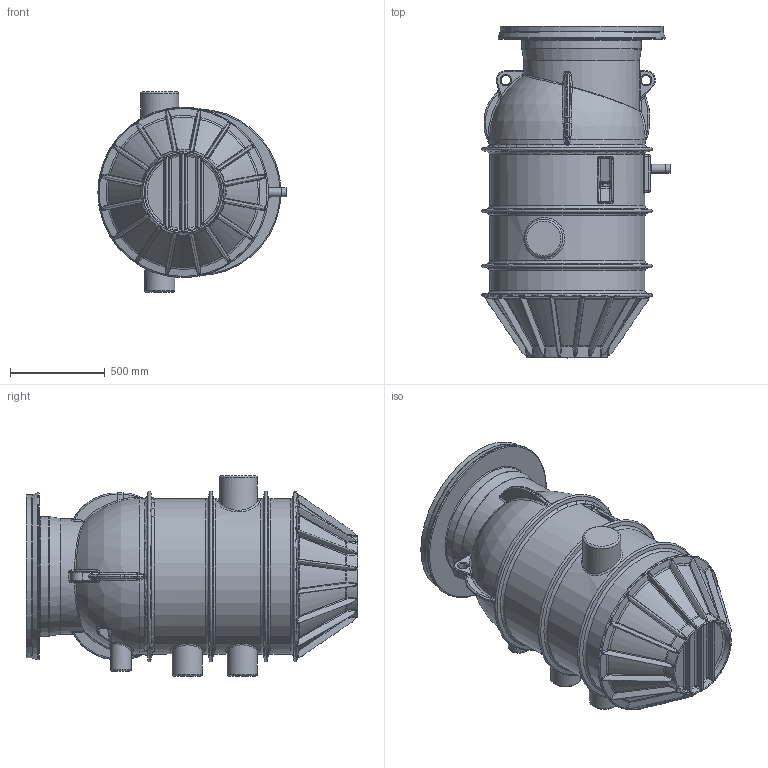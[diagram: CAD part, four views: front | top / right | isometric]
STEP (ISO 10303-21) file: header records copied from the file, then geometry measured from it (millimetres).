
FILE_DESCRIPTION(/* description */ (''),/* implementation_level */ '2;1');
FILE_NAME(/* name */ '1000558268c3d001_01.stp',/* time_stamp */ '2023-08-29T08:19:27+02:00',/* author */ (''),/* organization */ ('WILO SE'),/* preprocessor_version */ 'ST-DEVELOPER v16.7',/* originating_system */ 'SIEMENS PLM Software NX 12.0',/* authorisation */ '');
FILE_SCHEMA (('AUTOMOTIVE_DESIGN { 1 0 10303 214 3 1 1 1 }'));
Products named in the file (1): Hild4834D77452rf
Bounding box: 993.08 x 1750 x 1056 mm (x, y, z)
Volume: 54648447.6 mm3; surface area: 13619928.1 mm2
Topology: 52 solids, 52 shells, 3258 faces, 7901 edges, 4694 vertices
Faces by surface type: plane 1000, bspline 841, cylinder 769, cone 278, torus 186, sphere 112, revolution 72
Full cylindrical faces by diameter (mm): 6.2 x2, 8.376 x4, 8.4 x3, 9 x2, 10 x2, 10.5 x8, 20 x2, 22 x2, 24 x2, 26 x2, 30 x8, 30.291 x2, 38 x8, 40 x2, 41.1 x5, 41.9 x2, 44.845 x2, 47.8 x6, 47.803 x7, 48.3 x7, 50 x2, 55 x2, 56 x4, 57 x1, 59 x1, 62 x1, 66 x2, 74.5 x2, 80 x2, 94 x1
Entity records: 185215 total; most frequent: CARTESIAN_POINT 114553, ORIENTED_EDGE 14768, DIRECTION 13419, EDGE_CURVE 7384, AXIS2_PLACEMENT_3D 5368, VERTEX_POINT 4597, EDGE_LOOP 3739, ADVANCED_FACE 3256
